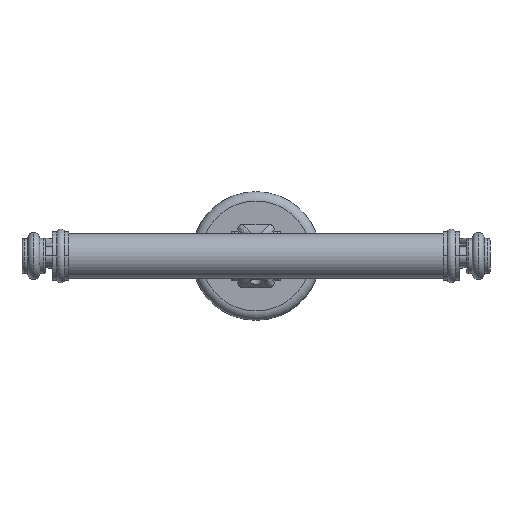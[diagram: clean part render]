
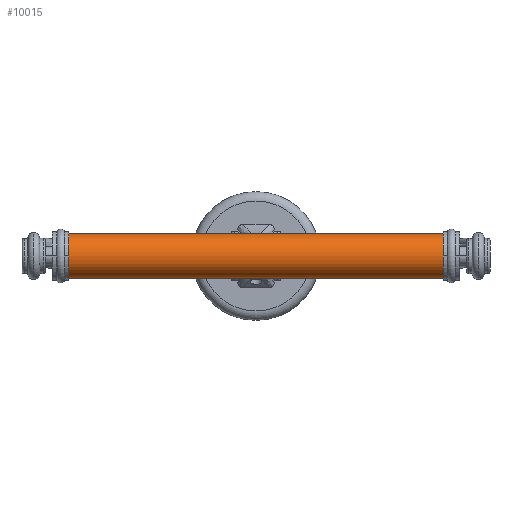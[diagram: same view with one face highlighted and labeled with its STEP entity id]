
A CAD part, front view. The second image highlights one B-rep face of the part: STEP entity #10015.
In plain terms, the highlighted cylindrical face has radius 9.525 mm (diameter 19.05 mm), a partial arc.
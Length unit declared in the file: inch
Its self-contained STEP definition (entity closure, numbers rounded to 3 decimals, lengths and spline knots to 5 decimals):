
#1895=CARTESIAN_POINT('',(3.307,-4.29463,0.00001));
#1896=DIRECTION('',(-1.,0.,0.));
#1897=DIRECTION('',(0.,0.,-1.));
#1898=AXIS2_PLACEMENT_3D('',#1895,#1896,#1897);
#1915=CARTESIAN_POINT('',(-3.307,-4.29463,0.00001));
#1916=DIRECTION('',(1.,0.,0.));
#1917=DIRECTION('',(0.,0.,1.));
#1918=AXIS2_PLACEMENT_3D('',#1915,#1916,#1917);
#2052=DIRECTION('',(1.,0.,0.));
#2053=VECTOR('',#2052,6.614);
#2054=CARTESIAN_POINT('',(-3.307,-4.29463,0.37501));
#2055=LINE('',#2054,#2053);
#2056=DIRECTION('',(-1.,0.,0.));
#2057=VECTOR('',#2056,6.614);
#2058=CARTESIAN_POINT('',(3.307,-4.29463,-0.37499));
#2059=LINE('',#2058,#2057);
#6174=CARTESIAN_POINT('',(3.307,-4.29463,0.37501));
#6175=CARTESIAN_POINT('',(3.307,-4.29463,-0.37499));
#6176=VERTEX_POINT('',#6174);
#6177=VERTEX_POINT('',#6175);
#6178=CARTESIAN_POINT('',(-3.307,-4.29463,-0.37499));
#6179=CARTESIAN_POINT('',(-3.307,-4.29463,0.37501));
#6180=VERTEX_POINT('',#6178);
#6181=VERTEX_POINT('',#6179);
#10004=CARTESIAN_POINT('',(-3.43928,-4.29463,0.00001));
#10005=DIRECTION('',(1.,0.,0.));
#10006=DIRECTION('',(0.,0.,-1.));
#10007=AXIS2_PLACEMENT_3D('',#10004,#10005,#10006);
#10008=CYLINDRICAL_SURFACE('',#10007,0.375);
#10009=ORIENTED_EDGE('',*,*,#9805,.F.);
#10010=ORIENTED_EDGE('',*,*,#9788,.T.);
#10011=ORIENTED_EDGE('',*,*,#9773,.F.);
#10012=ORIENTED_EDGE('',*,*,#9785,.T.);
#10013=EDGE_LOOP('',(#10009,#10010,#10011,#10012));
#10014=FACE_OUTER_BOUND('',#10013,.F.);
#10015=ADVANCED_FACE('',(#10014),#10008,.T.);
#1899=CIRCLE('',#1898,0.375);
#1919=CIRCLE('',#1918,0.375);
#9773=EDGE_CURVE('',#6177,#6176,#1899,.T.);
#9785=EDGE_CURVE('',#6177,#6180,#2059,.T.);
#9788=EDGE_CURVE('',#6181,#6176,#2055,.T.);
#9805=EDGE_CURVE('',#6181,#6180,#1919,.T.);
